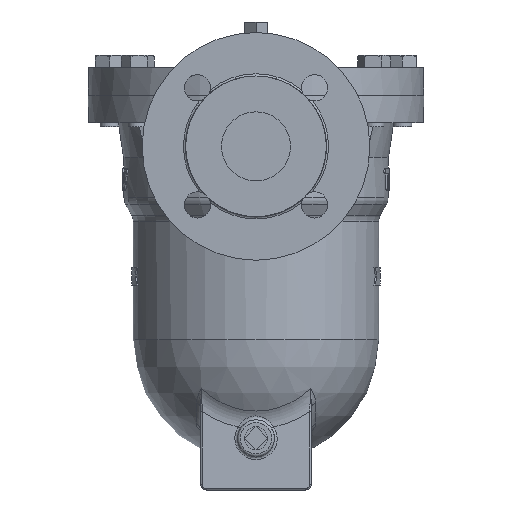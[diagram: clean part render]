
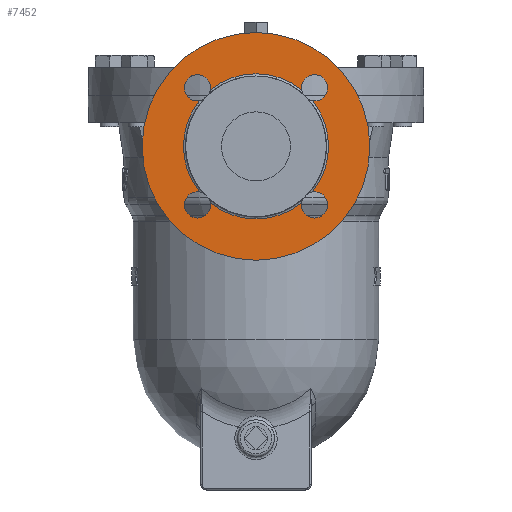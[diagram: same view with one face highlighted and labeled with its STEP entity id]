
A CAD part, left-side view. The second image highlights one B-rep face of the part: STEP entity #7452.
In plain terms, the highlighted planar face has unit normal (-1, 0, 0).
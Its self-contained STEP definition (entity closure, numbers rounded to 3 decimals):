
#1061=FACE_BOUND('',#1942,.T.);
#1204=PLANE('',#7972);
#1430=FACE_OUTER_BOUND('',#1941,.T.);
#1941=EDGE_LOOP('',(#5115));
#1942=EDGE_LOOP('',(#5116,#5117,#5118,#5119,#5120,#5121,#5122,#5123));
#2595=CIRCLE('',#7971,52.6);
#2596=CIRCLE('',#7973,82.5);
#2597=CIRCLE('',#7974,9.5);
#2598=CIRCLE('',#7975,52.6);
#2599=CIRCLE('',#7976,9.5);
#2600=CIRCLE('',#7977,52.6);
#2601=CIRCLE('',#7978,9.5);
#2602=CIRCLE('',#7979,52.6);
#2603=CIRCLE('',#7980,9.5);
#3230=VERTEX_POINT('',#11155);
#3232=VERTEX_POINT('',#11172);
#3233=VERTEX_POINT('',#11189);
#3234=VERTEX_POINT('',#11191);
#3235=VERTEX_POINT('',#11193);
#3236=VERTEX_POINT('',#11195);
#3237=VERTEX_POINT('',#11197);
#3238=VERTEX_POINT('',#11199);
#3239=VERTEX_POINT('',#11201);
#3976=EDGE_CURVE('',#3232,#3230,#2595,.T.);
#3977=EDGE_CURVE('',#3233,#3233,#2596,.T.);
#3978=EDGE_CURVE('',#3232,#3234,#2597,.T.);
#3979=EDGE_CURVE('',#3235,#3234,#2598,.T.);
#3980=EDGE_CURVE('',#3235,#3236,#2599,.T.);
#3981=EDGE_CURVE('',#3237,#3236,#2600,.T.);
#3982=EDGE_CURVE('',#3237,#3238,#2601,.T.);
#3983=EDGE_CURVE('',#3239,#3238,#2602,.T.);
#3984=EDGE_CURVE('',#3239,#3230,#2603,.T.);
#5115=ORIENTED_EDGE('',*,*,#3977,.T.);
#5116=ORIENTED_EDGE('',*,*,#3976,.F.);
#5117=ORIENTED_EDGE('',*,*,#3978,.T.);
#5118=ORIENTED_EDGE('',*,*,#3979,.F.);
#5119=ORIENTED_EDGE('',*,*,#3980,.T.);
#5120=ORIENTED_EDGE('',*,*,#3981,.F.);
#5121=ORIENTED_EDGE('',*,*,#3982,.T.);
#5122=ORIENTED_EDGE('',*,*,#3983,.F.);
#5123=ORIENTED_EDGE('',*,*,#3984,.T.);
#7452=ADVANCED_FACE('',(#1430,#1061),#1204,.T.);
#7971=AXIS2_PLACEMENT_3D('',#11187,#8861,#8862);
#7972=AXIS2_PLACEMENT_3D('',#11188,#8863,#8864);
#7973=AXIS2_PLACEMENT_3D('',#11190,#8865,#8866);
#7974=AXIS2_PLACEMENT_3D('',#11192,#8867,#8868);
#7975=AXIS2_PLACEMENT_3D('',#11194,#8869,#8870);
#7976=AXIS2_PLACEMENT_3D('',#11196,#8871,#8872);
#7977=AXIS2_PLACEMENT_3D('',#11198,#8873,#8874);
#7978=AXIS2_PLACEMENT_3D('',#11200,#8875,#8876);
#7979=AXIS2_PLACEMENT_3D('',#11202,#8877,#8878);
#7980=AXIS2_PLACEMENT_3D('',#11203,#8879,#8880);
#8861=DIRECTION('center_axis',(-1.,0.,0.));
#8862=DIRECTION('ref_axis',(0.,-1.,0.));
#8863=DIRECTION('center_axis',(-1.,0.,0.));
#8864=DIRECTION('ref_axis',(0.,0.,1.));
#8865=DIRECTION('center_axis',(-1.,0.,0.));
#8866=DIRECTION('ref_axis',(0.,0.,1.));
#8867=DIRECTION('center_axis',(1.,0.,0.));
#8868=DIRECTION('ref_axis',(0.,0.,-1.));
#8869=DIRECTION('center_axis',(-1.,0.,0.));
#8870=DIRECTION('ref_axis',(0.,0.,
-1.));
#8871=DIRECTION('center_axis',(1.,0.,0.));
#8872=DIRECTION('ref_axis',(0.,1.,0.));
#8873=DIRECTION('center_axis',(-1.,0.,0.));
#8874=DIRECTION('ref_axis',(0.,1.,0.));
#8875=DIRECTION('center_axis',(1.,0.,0.));
#8876=DIRECTION('ref_axis',(0.,0.,1.));
#8877=DIRECTION('center_axis',(-1.,0.,0.));
#8878=DIRECTION('ref_axis',(0.,0.,
1.));
#8879=DIRECTION('center_axis',(1.,0.,0.));
#8880=DIRECTION('ref_axis',(0.,-1.,0.));
#11155=CARTESIAN_POINT('',(-172.,-40.923,-3.954));
#11172=CARTESIAN_POINT('',(-172.,-40.923,-70.046));
#11187=CARTESIAN_POINT('Origin',(-172.,0.,-37.));
#11188=CARTESIAN_POINT('Origin',(-172.,0.,29.75));
#11189=CARTESIAN_POINT('',(-172.,0.,45.5));
#11190=CARTESIAN_POINT('Origin',(-172.,0.,-37.));
#11191=CARTESIAN_POINT('',(-172.,-33.046,-77.923));
#11192=CARTESIAN_POINT('Origin',(-172.,-42.426,-79.426));
#11193=CARTESIAN_POINT('',(-172.,33.046,-77.923));
#11194=CARTESIAN_POINT('Origin',(-172.,0.,-37.));
#11195=CARTESIAN_POINT('',(-172.,40.923,-70.046));
#11196=CARTESIAN_POINT('Origin',(-172.,42.426,-79.426));
#11197=CARTESIAN_POINT('',(-172.,40.923,-3.954));
#11198=CARTESIAN_POINT('Origin',(-172.,0.,-37.));
#11199=CARTESIAN_POINT('',(-172.,33.046,3.923));
#11200=CARTESIAN_POINT('Origin',(-172.,42.426,5.426));
#11201=CARTESIAN_POINT('',(-172.,-33.046,3.923));
#11202=CARTESIAN_POINT('Origin',(-172.,0.,-37.));
#11203=CARTESIAN_POINT('Origin',(-172.,-42.426,5.426));
